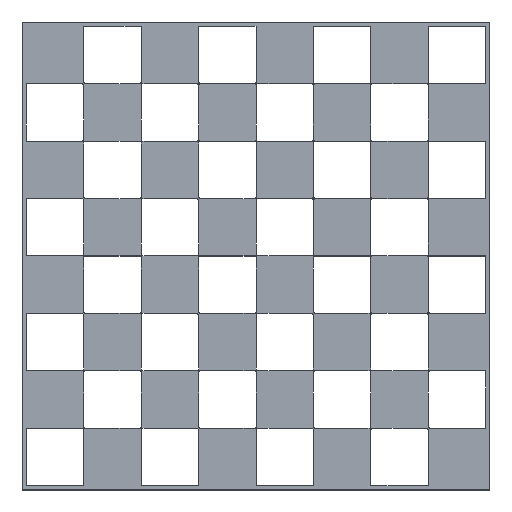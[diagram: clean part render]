
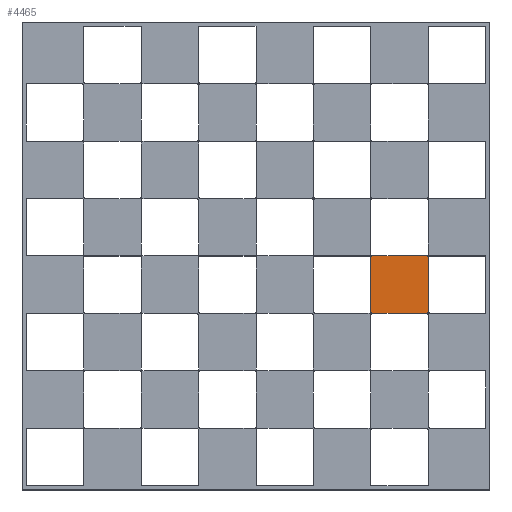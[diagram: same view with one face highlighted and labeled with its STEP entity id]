
A CAD part, top view. The second image highlights one B-rep face of the part: STEP entity #4465.
In plain terms, the highlighted planar face has unit normal (0, 0, 1).
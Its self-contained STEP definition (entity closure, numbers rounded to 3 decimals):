
#193=PLANE('',#4877);
#425=FACE_OUTER_BOUND('',#703,.T.);
#703=EDGE_LOOP('',(#4033,#4034,#4035,#4036));
#1313=LINE('',#7315,#1789);
#1316=LINE('',#7321,#1792);
#1319=LINE('',#7327,#1795);
#1322=LINE('',#7331,#1798);
#1789=VECTOR('',#6007,10.);
#1792=VECTOR('',#6012,10.);
#1795=VECTOR('',#6017,10.);
#1798=VECTOR('',#6022,10.);
#2231=VERTEX_POINT('',#7312);
#2232=VERTEX_POINT('',#7314);
#2234=VERTEX_POINT('',#7320);
#2236=VERTEX_POINT('',#7326);
#2837=EDGE_CURVE('',#2232,#2231,#1313,.T.);
#2840=EDGE_CURVE('',#2234,#2232,#1316,.T.);
#2843=EDGE_CURVE('',#2236,#2234,#1319,.T.);
#2846=EDGE_CURVE('',#2231,#2236,#1322,.T.);
#4033=ORIENTED_EDGE('',*,*,#2846,.T.);
#4034=ORIENTED_EDGE('',*,*,#2843,.T.);
#4035=ORIENTED_EDGE('',*,*,#2840,.T.);
#4036=ORIENTED_EDGE('',*,*,#2837,.T.);
#4465=ADVANCED_FACE('',(#425),#193,.T.);
#4877=AXIS2_PLACEMENT_3D('',#7332,#6023,#6024);
#6007=DIRECTION('',(0.,1.,0.));
#6012=DIRECTION('',(1.,0.,0.));
#6017=DIRECTION('',(0.,-1.,0.));
#6022=DIRECTION('',(-1.,0.,0.));
#6023=DIRECTION('center_axis',(0.,0.,1.));
#6024=DIRECTION('ref_axis',(1.,0.,0.));
#7312=CARTESIAN_POINT('',(-27.,108.,0.2));
#7314=CARTESIAN_POINT('',(-27.,81.,0.2));
#7315=CARTESIAN_POINT('',(-27.,108.,0.2));
#7320=CARTESIAN_POINT('',(-54.,81.,0.2));
#7321=CARTESIAN_POINT('',(-27.,81.,0.2));
#7326=CARTESIAN_POINT('',(-54.,108.,0.2));
#7327=CARTESIAN_POINT('',(-54.,81.,0.2));
#7331=CARTESIAN_POINT('',(-54.,108.,0.2));
#7332=CARTESIAN_POINT('Origin',(-40.5,94.5,0.2));
